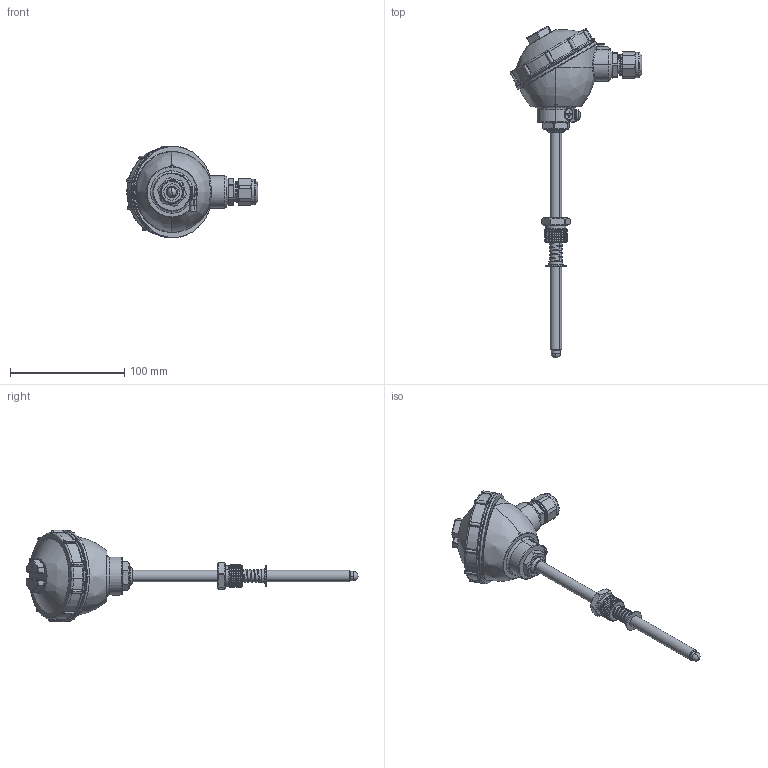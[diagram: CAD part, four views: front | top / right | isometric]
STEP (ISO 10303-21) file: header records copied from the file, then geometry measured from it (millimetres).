
FILE_DESCRIPTION (( 'STEP AP214' ), '1' );
FILE_NAME ('ﾄﾒﾑ095ﾅ.STEP', '2020-02-18T15:31:09', ( '' ), ( '' ), 'SwSTEP 2.0', 'SolidWorks 2019', '' );
FILE_SCHEMA (( 'AUTOMOTIVE_DESIGN' ));
Length unit declared in the file: millimetre
Products named in the file (40): Êîïèÿ -õªðû¹_8^Êîïèÿ FrontFoil_ÍÏÒ-3.00.1.2(ïîëíîÿ ñáîðêà); Cable Gland PG7-PG19 Body(PG11); Êîïèÿ (2055)ÊÓÂÔ 731153.420.2055(ÍÏÒ3.Êðûøêà)^ÍÏÒ-3.00.1.2(ïîëíîÿ ñáîðêà); Êîïèÿ (2054)ÊÓÂÔ 731153.420.2054(ÍÏÒ3. Îñíîâàíèå)^ÍÏÒ-3.00.1.2(ïîëíîÿ ñáîðêà); Êðûøêà; 秮鶋罻 8擤; øàéáà êëåììû; Øàéáà àðìàòóðà 095Å; Êîïèÿ -õªðû¹_3^Êîïèÿ FrontFoil_ÍÏÒ-3.00.1.2(ïîëíîÿ ñáîðêà); Êîïèÿ Vint^ÍÏÒ-3.00.1.2(ïîëíîÿ ñáîðêà); 瀔鳽鳻; Êîïèÿ -õªðû¹_4^Êîïèÿ FrontFoil_ÍÏÒ-3.00.1.2(ïîëíîÿ ñáîðêà); ÍÏÒ-3.00.1.2(ïîëíîÿ ñáîðêà); Âèíò çàçåìëåíèÿ; Êîïèÿ FrontFoil^ÍÏÒ-3.00.1.2(ïîëíîÿ ñáîðêà); 膹樦憵1; ﾄﾒﾑ095ﾅ; 秮鶋罻 10擤; Cable Gland PG7-PG19 Washer(PG11); slotted capstan screw_din_DIN 404 M4 x 5 --- 5N; Ïðîêëàäêà êîðïóñ; Ïðóæèíà; Cable Gland PG7-PG19 Sleeve(PG11); Cable Gland PG7-PG19, PG11; 22; 抔樦憵; Êîïèÿ -õªðû¹_2^ÍÏÒ-3.00.1.2(ïîëíîÿ ñáîðêà); Ãîëîâêà; ﾍTﾏ3.4.1; Êîïèÿ -õªðû¹_5^Êîïèÿ FrontFoil_ÍÏÒ-3.00.1.2(ïîëíîÿ ñáîðêà); Cable Gland PG7-PG19 Gland Nut(PG11); êàáåëü õ2; Êîïèÿ Tõÿõ¸ªúø(¦þ ºüþû¢ðýø¦)^ÍÏÒ-3.00.1.2(ïîëíîÿ ñáîðêà); Êîïèÿ -õªðû¹_6^Êîïèÿ FrontFoil_ÍÏÒ-3.00.1.2(ïîëíîÿ ñáîðêà); Êîïèÿ -õªðû¹_7^Êîïèÿ FrontFoil_ÍÏÒ-3.00.1.2(ïîëíîÿ ñáîðêà); 22 ê ãîëîâêå; Âèíò ê êîðïóñó; Êîïèÿ -õªðû¹_9^Êîïèÿ FrontFoil_ÍÏÒ-3.00.1.2(ïîëíîÿ ñáîðêà); êàáåëü ê ÷óñòâ.ýë.; 鎔艜
Assembly tree (49 placements, depth 5):
  ﾄﾒﾑ095ﾅ
    Ãîëîâêà
    Ïðîêëàäêà êîðïóñ
    Âèíò ê êîðïóñó
    膹樦憵1
    抔樦憵
    øàéáà êëåììû
    Âèíò çàçåìëåíèÿ
    22 ê ãîëîâêå
    Ïðóæèíà
    Cable Gland PG7-PG19, PG11
      Cable Gland PG7-PG19 Body(PG11)
      Cable Gland PG7-PG19 Washer(PG11)
      Cable Gland PG7-PG19 Sleeve(PG11)
      Cable Gland PG7-PG19 Gland Nut(PG11)
    ﾍTﾏ3.4.1
      ÍÏÒ-3.00.1.2(ïîëíîÿ ñáîðêà)
        Êîïèÿ (2055)ÊÓÂÔ 731153.420.2055(ÍÏÒ3.Êðûøêà)^ÍÏÒ-3.00.1.2(ïîëíîÿ ñáîðêà)
        Êîïèÿ (2054)ÊÓÂÔ 731153.420.2054(ÍÏÒ3. Îñíîâàíèå)^ÍÏÒ-3.00.1.2(ïîëíîÿ ñáîðêà)
        Êîïèÿ Tõÿõ¸ªúø(¦þ ºüþû¢ðýø¦)^ÍÏÒ-3.00.1.2(ïîëíîÿ ñáîðêà)  x2
        Êîïèÿ Vint^ÍÏÒ-3.00.1.2(ïîëíîÿ ñáîðêà)  x2
        Êîïèÿ -õªðû¹_2^ÍÏÒ-3.00.1.2(ïîëíîÿ ñáîðêà)
        Êîïèÿ FrontFoil^ÍÏÒ-3.00.1.2(ïîëíîÿ ñáîðêà)
          Êîïèÿ -õªðû¹_3^Êîïèÿ FrontFoil_ÍÏÒ-3.00.1.2(ïîëíîÿ ñáîðêà)
          Êîïèÿ -õªðû¹_4^Êîïèÿ FrontFoil_ÍÏÒ-3.00.1.2(ïîëíîÿ ñáîðêà)
          Êîïèÿ -õªðû¹_5^Êîïèÿ FrontFoil_ÍÏÒ-3.00.1.2(ïîëíîÿ ñáîðêà)
          Êîïèÿ -õªðû¹_6^Êîïèÿ FrontFoil_ÍÏÒ-3.00.1.2(ïîëíîÿ ñáîðêà)
          Êîïèÿ -õªðû¹_7^Êîïèÿ FrontFoil_ÍÏÒ-3.00.1.2(ïîëíîÿ ñáîðêà)
          Êîïèÿ -õªðû¹_8^Êîïèÿ FrontFoil_ÍÏÒ-3.00.1.2(ïîëíîÿ ñáîðêà)
          Êîïèÿ -õªðû¹_9^Êîïèÿ FrontFoil_ÍÏÒ-3.00.1.2(ïîëíîÿ ñáîðêà)
      slotted capstan screw_din_DIN 404 M4 x 5 --- 5N  x2
      êàáåëü õ2
      êàáåëü ê ÷óñòâ.ýë.  x2
      瀔鳽鳻  x4
      鎔艜  x4
    22
    Êðûøêà
    秮鶋罻 10擤
    Øàéáà àðìàòóðà 095Å
    秮鶋罻 8擤
Bounding box: 115.3 x 290.1 x 80 mm (x, y, z)
Volume: 117390.9 mm3; surface area: 95789.2 mm2
Topology: 46 solids, 46 shells, 3338 faces, 8880 edges, 5687 vertices
Faces by surface type: plane 1490, cylinder 863, bspline 629, cone 316, torus 28, sphere 12
Entity records: 158700 total; most frequent: CARTESIAN_POINT 69777, ORIENTED_EDGE 16058, DIRECTION 13072, EDGE_CURVE 8029, VERTEX_POINT 5175, AXIS2_PLACEMENT_3D 4590, VECTOR 3892, LINE 3892
